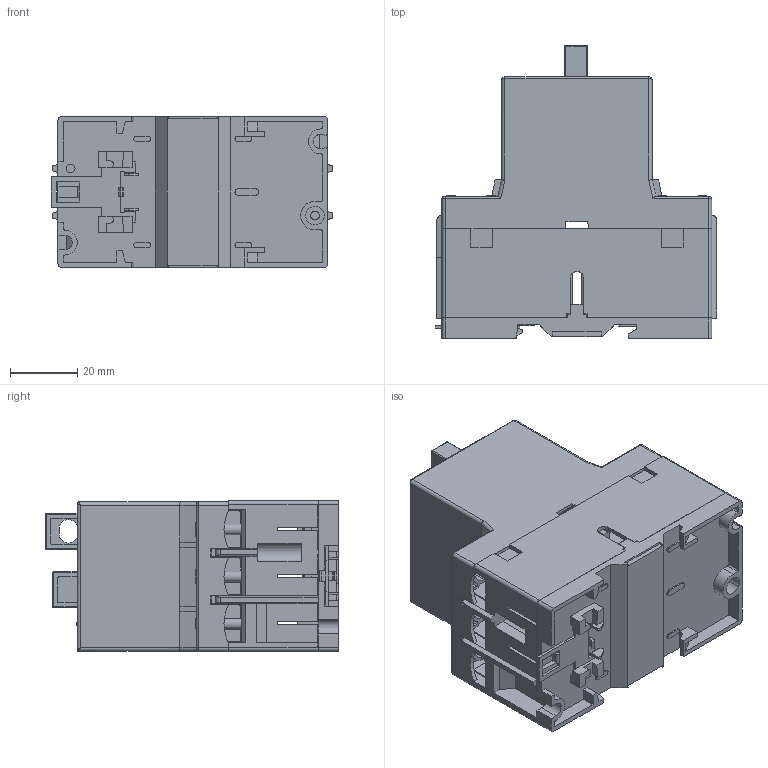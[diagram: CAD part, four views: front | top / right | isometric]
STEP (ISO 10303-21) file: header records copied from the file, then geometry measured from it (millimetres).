
FILE_DESCRIPTION((''),'2;1');
FILE_NAME('V1_ASM','2021-07-28T',('marketing.praksa'),('Audax d.o.o.'),'CREO PARAMETRIC BY PTC INC, 2017480','CREO PARAMETRIC BY PTC INC, 2017480','');
FILE_SCHEMA(('AUTOMOTIVE_DESIGN { 1 0 10303 214 1 1 1 1 }'));
Products named in the file (11): 37422126-NO_MISTAKES_96_1_1; 37422828_14_1_1; 37422127_NO_MISTAKES_51_1_1; 37250486_11_1_1; 37422135_21_1_1; 37422823_NAVADNA_ZAREZA_3_1_1; 37422134_9_1_1; 64_SCREW; AA_ASM; PRT9538; V1_ASM
Assembly tree (13 placements, depth 3):
  V1_ASM
    37422126-NO_MISTAKES_96_1_1
    37422828_14_1_1
    37422127_NO_MISTAKES_51_1_1
    37250486_11_1_1
    37422135_21_1_1
    37422823_NAVADNA_ZAREZA_3_1_1
    37422134_9_1_1
    AA_ASM  x2
      64_SCREW
    PRT9538
Bounding box: 83.5 x 86.82 x 44.7 mm (x, y, z)
Volume: 70542.3 mm3; surface area: 83614 mm2
Topology: 16 solids, 16 shells, 3039 faces, 8643 edges, 5644 vertices
Faces by surface type: plane 2124, cylinder 680, cone 84, torus 58, sphere 48, bspline 44, extrusion 1
Entity records: 117581 total; most frequent: CARTESIAN_POINT 18181, ORIENTED_EDGE 15890, DIRECTION 14743, PRESENTATION_STYLE_ASSIGNMENT 8109, STYLED_ITEM 8058, CURVE_STYLE 7945, EDGE_CURVE 7945, VECTOR 6351
